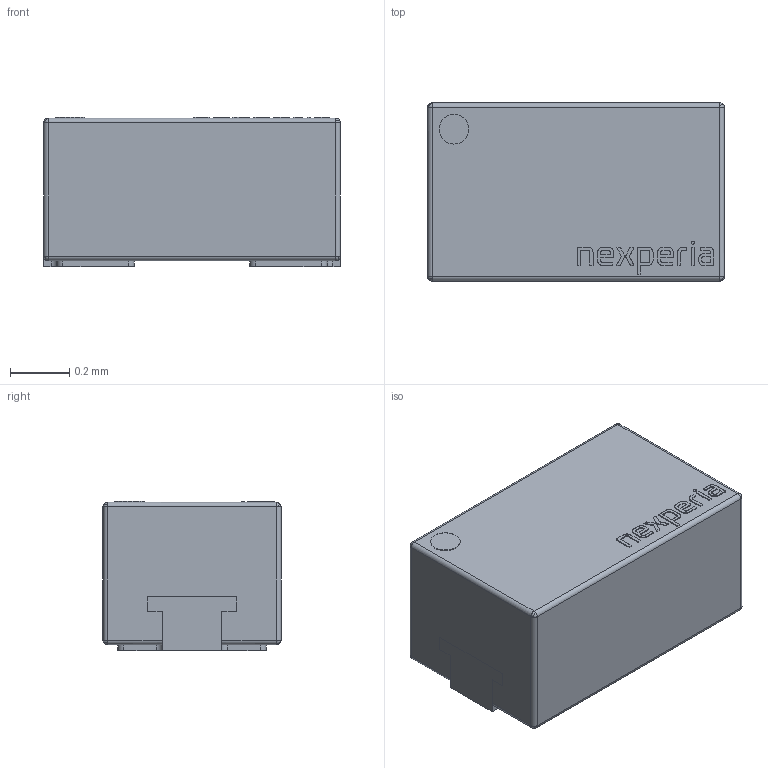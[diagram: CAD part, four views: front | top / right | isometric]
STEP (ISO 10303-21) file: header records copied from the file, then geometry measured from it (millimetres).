
FILE_DESCRIPTION (( 'STEP AP214' ), '1' );
FILE_NAME ('BAT46LS-QYL.STEP', '2024-03-18T05:41:41', ( '' ), ( '' ), 'SwSTEP 2.0', 'SolidWorks 2016', '' );
FILE_SCHEMA (( 'AUTOMOTIVE_DESIGN' ));
Length unit declared in the file: millimetre
Products named in the file (4): body; pins; BAT46LS-QYL; logo
Assembly tree (3 placements, depth 2):
  BAT46LS-QYL
    pins
    body
    logo
Bounding box: 1 x 0.6 x 0.5 mm (x, y, z)
Volume: 0.3 mm3; surface area: 3.5 mm2
Topology: 3 solids, 14 shells, 263 faces, 706 edges, 450 vertices
Faces by surface type: plane 142, cylinder 70, bspline 51
Entity records: 11831 total; most frequent: CARTESIAN_POINT 2365, ORIENTED_EDGE 1370, DIRECTION 1231, EDGE_CURVE 687, VERTEX_POINT 450, LINE 449, VECTOR 449, AXIS2_PLACEMENT_3D 391
